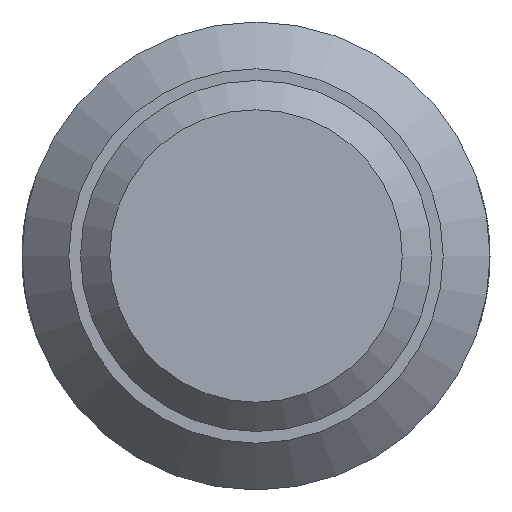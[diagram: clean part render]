
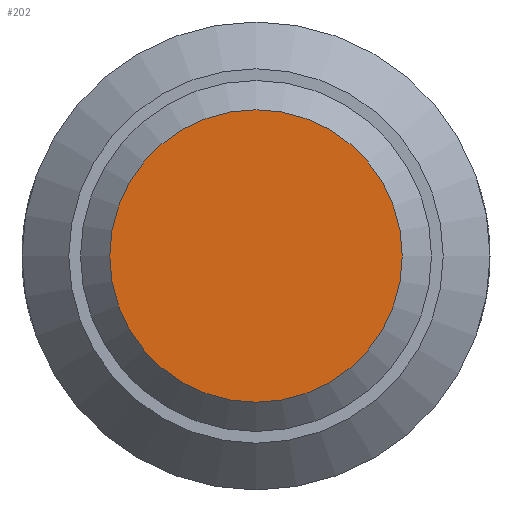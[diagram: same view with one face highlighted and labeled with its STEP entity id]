
A CAD part, left-side view. The second image highlights one B-rep face of the part: STEP entity #202.
In plain terms, the highlighted planar face has unit normal (-1, 0, 0).
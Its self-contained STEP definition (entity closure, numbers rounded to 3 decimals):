
#32=PLANE('',#235);
#36=FACE_OUTER_BOUND('',#46,.T.);
#46=EDGE_LOOP('',(#143));
#78=CIRCLE('',#234,2.5);
#89=VERTEX_POINT('',#311);
#111=EDGE_CURVE('',#89,#89,#78,.T.);
#143=ORIENTED_EDGE('',*,*,#111,.F.);
#202=ADVANCED_FACE('',(#36),#32,.T.);
#234=AXIS2_PLACEMENT_3D('',#313,#261,#262);
#235=AXIS2_PLACEMENT_3D('',#314,#263,#264);
#261=DIRECTION('center_axis',(1.,0.,0.));
#262=DIRECTION('ref_axis',(0.,-1.,0.));
#263=DIRECTION('center_axis',(-1.,0.,0.));
#264=DIRECTION('ref_axis',(0.,0.,1.));
#311=CARTESIAN_POINT('',(0.,2.5,0.));
#313=CARTESIAN_POINT('Origin',(0.,0.,0.));
#314=CARTESIAN_POINT('Origin',(0.,3.,0.));
